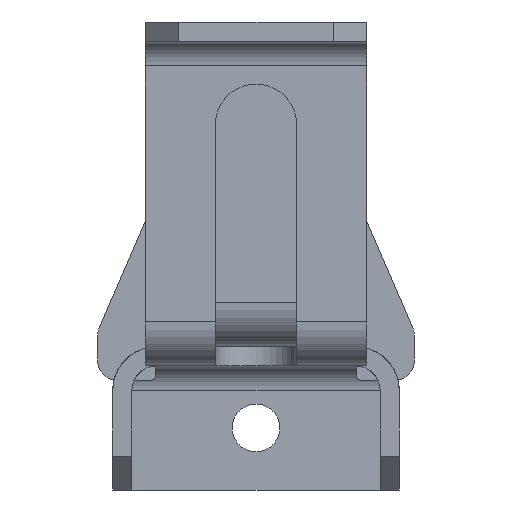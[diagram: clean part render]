
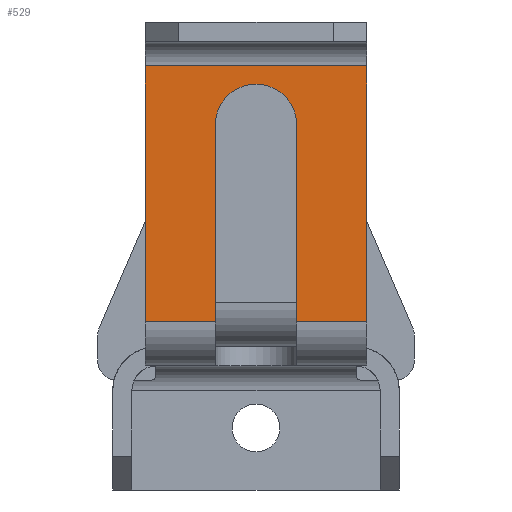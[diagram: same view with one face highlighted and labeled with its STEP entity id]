
A CAD part, left-side view. The second image highlights one B-rep face of the part: STEP entity #529.
In plain terms, the highlighted planar face has unit normal (-1, 0, 0).
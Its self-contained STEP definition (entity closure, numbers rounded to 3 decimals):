
#375=CIRCLE('',#3711,4.25);
#529=ADVANCED_FACE('',(#786),#665,.F.);
#665=PLANE('',#3714);
#786=FACE_OUTER_BOUND('',#984,.T.);
#984=EDGE_LOOP('',(#1600,#1601,#1602,#1603,#1604,#1605,#1606,#1607));
#1600=ORIENTED_EDGE('',*,*,#2481,.F.);
#1601=ORIENTED_EDGE('',*,*,#2719,.T.);
#1602=ORIENTED_EDGE('',*,*,#2615,.T.);
#1603=ORIENTED_EDGE('',*,*,#2732,.F.);
#1604=ORIENTED_EDGE('',*,*,#2588,.F.);
#1605=ORIENTED_EDGE('',*,*,#2735,.T.);
#1606=ORIENTED_EDGE('',*,*,#2621,.F.);
#1607=ORIENTED_EDGE('',*,*,#2733,.T.);
#2146=VERTEX_POINT('',#4813);
#2147=VERTEX_POINT('',#4815);
#2224=VERTEX_POINT('',#5008);
#2225=VERTEX_POINT('',#5010);
#2242=VERTEX_POINT('',#5061);
#2243=VERTEX_POINT('',#5063);
#2246=VERTEX_POINT('',#5073);
#2247=VERTEX_POINT('',#5075);
#2481=EDGE_CURVE('',#2146,#2147,#2987,.T.);
#2588=EDGE_CURVE('',#2224,#2225,#3062,.T.);
#2615=EDGE_CURVE('',#2243,#2242,#3081,.T.);
#2621=EDGE_CURVE('',#2246,#2247,#3085,.T.);
#2719=EDGE_CURVE('',#2146,#2243,#3126,.T.);
#2732=EDGE_CURVE('',#2225,#2242,#3139,.T.);
#2733=EDGE_CURVE('',#2246,#2147,#375,.T.);
#2735=EDGE_CURVE('',#2224,#2247,#3140,.T.);
#2987=LINE('',#4814,#3282);
#3062=LINE('',#5009,#3357);
#3081=LINE('',#5062,#3376);
#3085=LINE('',#5074,#3380);
#3126=LINE('',#6370,#3421);
#3139=LINE('',#6395,#3434);
#3140=LINE('',#6400,#3435);
#3282=VECTOR('',#3912,1.);
#3357=VECTOR('',#4071,1.);
#3376=VECTOR('',#4122,1.);
#3380=VECTOR('',#4134,1.);
#3421=VECTOR('',#4295,1.);
#3434=VECTOR('',#4324,1.);
#3435=VECTOR('',#4333,1.);
#3711=AXIS2_PLACEMENT_3D('',#6397,#4327,#4328);
#3714=AXIS2_PLACEMENT_3D('',#6401,#4334,#4335);
#3912=DIRECTION('',(0.,0.,1.));
#4071=DIRECTION('',(0.,0.,1.));
#4122=DIRECTION('',(0.,0.,1.));
#4134=DIRECTION('',(0.,0.,-1.));
#4295=DIRECTION('',(0.,-1.,0.));
#4324=DIRECTION('',(0.,-1.,0.));
#4327=DIRECTION('',(1.,0.,0.));
#4328=DIRECTION('',(0.,0.,-1.));
#4333=DIRECTION('',(0.,-1.,0.));
#4334=DIRECTION('',(1.,0.,0.));
#4335=DIRECTION('',(0.,0.,1.));
#4813=CARTESIAN_POINT('',(-54.75,-4.25,4.6));
#4814=CARTESIAN_POINT('',(-54.75,-4.25,-51.35));
#4815=CARTESIAN_POINT('',(-54.75,-4.25,25.25));
#5008=CARTESIAN_POINT('',(-54.75,11.6,4.6));
#5009=CARTESIAN_POINT('',(-54.75,11.6,4.6));
#5010=CARTESIAN_POINT('',(-54.75,11.6,31.4));
#5061=CARTESIAN_POINT('',(-54.75,-11.6,31.4));
#5062=CARTESIAN_POINT('',(-54.75,-11.6,4.6));
#5063=CARTESIAN_POINT('',(-54.75,-11.6,4.6));
#5073=CARTESIAN_POINT('',(-54.75,4.25,25.25));
#5074=CARTESIAN_POINT('',(-54.75,4.25,-51.35));
#5075=CARTESIAN_POINT('',(-54.75,4.25,4.6));
#6370=CARTESIAN_POINT('',(-54.75,11.6,4.6));
#6395=CARTESIAN_POINT('',(-54.75,11.6,31.4));
#6397=CARTESIAN_POINT('',(-54.75,0.,25.25));
#6400=CARTESIAN_POINT('',(-54.75,11.6,4.6));
#6401=CARTESIAN_POINT('',(-54.75,11.6,4.6));
